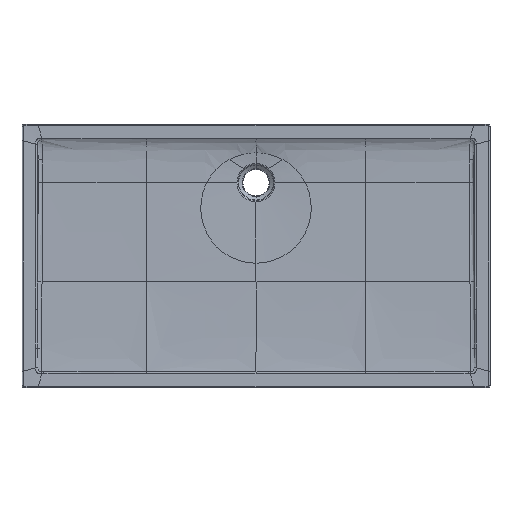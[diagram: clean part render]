
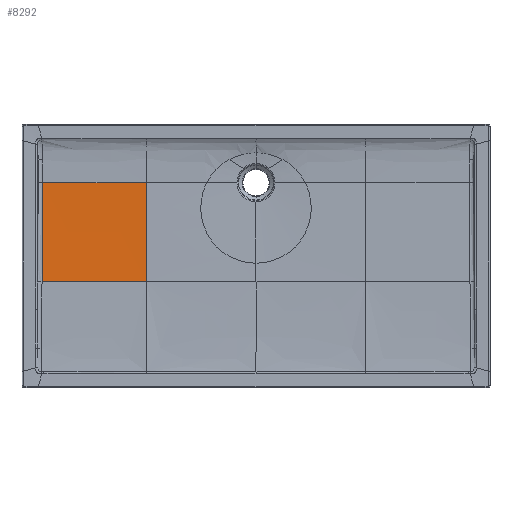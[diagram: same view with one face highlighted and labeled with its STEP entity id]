
A CAD part, top view. The second image highlights one B-rep face of the part: STEP entity #8292.
In plain terms, the highlighted face is a extrusion surface.
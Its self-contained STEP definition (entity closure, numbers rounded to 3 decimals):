
#45=CARTESIAN_POINT('',(-731.435,-88.671,-12.097));
#130=CARTESIAN_POINT('',(-375.,250.863,-18.164));
#131=CARTESIAN_POINT('',(-375.,223.27,-18.011));
#132=CARTESIAN_POINT('',(-375.,167.887,-17.559));
#133=CARTESIAN_POINT('',(-375.,83.405,-16.559));
#134=CARTESIAN_POINT('',(-375.,-2.509,
-15.364));
#135=CARTESIAN_POINT('',(-375.,-60.121,
-14.447));
#136=CARTESIAN_POINT('',(-375.,-88.671,
-13.963));
#363=CARTESIAN_POINT('',(-375.,250.863,-18.164));
#369=CARTESIAN_POINT('',(-729.195,250.863,-16.31));
#420=DIRECTION('',(1.,0.,-0.005));
#421=VECTOR('',#420,356.439);
#422=CARTESIAN_POINT('',(-731.435,-88.671,
-12.097));
#423=LINE('',#422,#421);
#424=CARTESIAN_POINT('',(-729.195,250.863,-16.31));
#425=CARTESIAN_POINT('',(-729.22,243.789,-16.27));
#426=CARTESIAN_POINT('',(-729.274,229.64,-16.182));
#427=CARTESIAN_POINT('',(-729.392,201.344,-15.97));
#428=CARTESIAN_POINT('',(-729.561,165.974,-15.645));
#429=CARTESIAN_POINT('',(-729.796,123.531,-15.176));
#430=CARTESIAN_POINT('',(-730.169,66.942,-14.471));
#431=CARTESIAN_POINT('',(-730.695,-3.793,
-13.482));
#432=CARTESIAN_POINT('',(-731.173,-60.379,
-12.578));
#433=CARTESIAN_POINT('',(-731.435,-88.671,
-12.097));
#435=DIRECTION('',(-1.,0.,0.005));
#436=VECTOR('',#435,354.2);
#437=CARTESIAN_POINT('',(-375.,250.863,-18.164));
#438=LINE('',#437,#436);
#6309=VERTEX_POINT('',#45);
#6310=CARTESIAN_POINT('',(-375.,-88.671,
-13.963));
#6311=VERTEX_POINT('',#6310);
#6337=VERTEX_POINT('',#369);
#6339=VERTEX_POINT('',#363);
#8275=CARTESIAN_POINT('',(-749.288,-92.066,
-11.945));
#8276=CARTESIAN_POINT('',(-749.288,-90.935,
-11.965));
#8277=CARTESIAN_POINT('',(-749.293,-32.719,
-12.954));
#8278=CARTESIAN_POINT('',(-749.302,84.279,
-14.699));
#8279=CARTESIAN_POINT('',(-749.309,196.82,
-15.91));
#8280=CARTESIAN_POINT('',(-749.31,253.126,
-16.217));
#8281=CARTESIAN_POINT('',(-749.31,254.257,
-16.223));
#8283=DIRECTION('',(1.,0.,-0.005));
#8284=VECTOR('',#8283,1.);
#8285=SURFACE_OF_LINEAR_EXTRUSION('',#8282,#8284);
#8286=ORIENTED_EDGE('',*,*,#7105,.F.);
#8287=ORIENTED_EDGE('',*,*,#8266,.F.);
#8288=ORIENTED_EDGE('',*,*,#8122,.F.);
#8289=ORIENTED_EDGE('',*,*,#7427,.T.);
#8290=EDGE_LOOP('',(#8286,#8287,#8288,#8289));
#8291=FACE_OUTER_BOUND('',#8290,.F.);
#8292=ADVANCED_FACE('',(#8291),#8285,.F.);
#137=B_SPLINE_CURVE_WITH_KNOTS('',3,(#130,#131,#132,#133,#134,#135,#136),
.UNSPECIFIED.,.F.,.F.,(4,1,1,1,4),(0.,0.25,0.5,0.75,1.),
.UNSPECIFIED.);
#434=B_SPLINE_CURVE_WITH_KNOTS('',3,(#424,#425,#426,#427,#428,#429,#430,#431,
#432,#433),.UNSPECIFIED.,.F.,.F.,(4,1,1,1,1,1,1,4),(0.,0.063,0.125,0.25,
0.375,0.5,0.75,1.),.UNSPECIFIED.);
#7105=EDGE_CURVE('',#6309,#6311,#423,.T.);
#7427=EDGE_CURVE('',#6339,#6311,#137,.T.);
#8122=EDGE_CURVE('',#6339,#6337,#438,.T.);
#8266=EDGE_CURVE('',#6337,#6309,#434,.T.);
#8282=B_SPLINE_CURVE_WITH_KNOTS('',3,(#8275,#8276,#8277,#8278,#8279,#8280,
#8281),.UNSPECIFIED.,.F.,.F.,(4,1,1,1,4),(0.,0.01,
0.5,0.99,1.),.UNSPECIFIED.);
